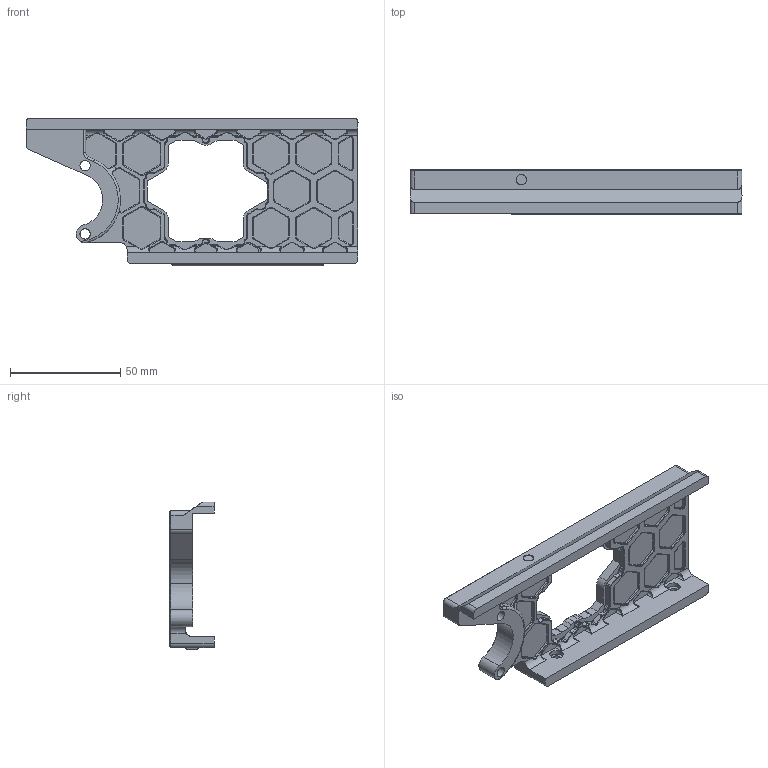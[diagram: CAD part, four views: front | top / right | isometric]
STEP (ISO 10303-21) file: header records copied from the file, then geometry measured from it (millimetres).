
FILE_DESCRIPTION (( 'STEP AP214' ), '1' );
FILE_NAME ('350 HBB.STEP', '2024-02-27T03:04:37', ( 'Windows User' ), ( 'P R C' ), 'SwSTEP 2.0', 'SolidWorks 2023', '' );
FILE_SCHEMA (( 'AUTOMOTIVE_DESIGN' ));
Length unit declared in the file: millimetre
Products named in the file (1): 350 HBB
Bounding box: 150.5 x 20 x 67 mm (x, y, z)
Volume: 52651.8 mm3; surface area: 36130.5 mm2
Topology: 25 solids, 25 shells, 1384 faces, 3570 edges, 2223 vertices
Faces by surface type: plane 571, cylinder 569, torus 126, bspline 89, cone 28, sphere 1
Entity records: 45175 total; most frequent: CARTESIAN_POINT 11285, DIRECTION 7151, ORIENTED_EDGE 7092, EDGE_CURVE 3546, AXIS2_PLACEMENT_3D 2557, VERTEX_POINT 2223, VECTOR 2037, LINE 2037
